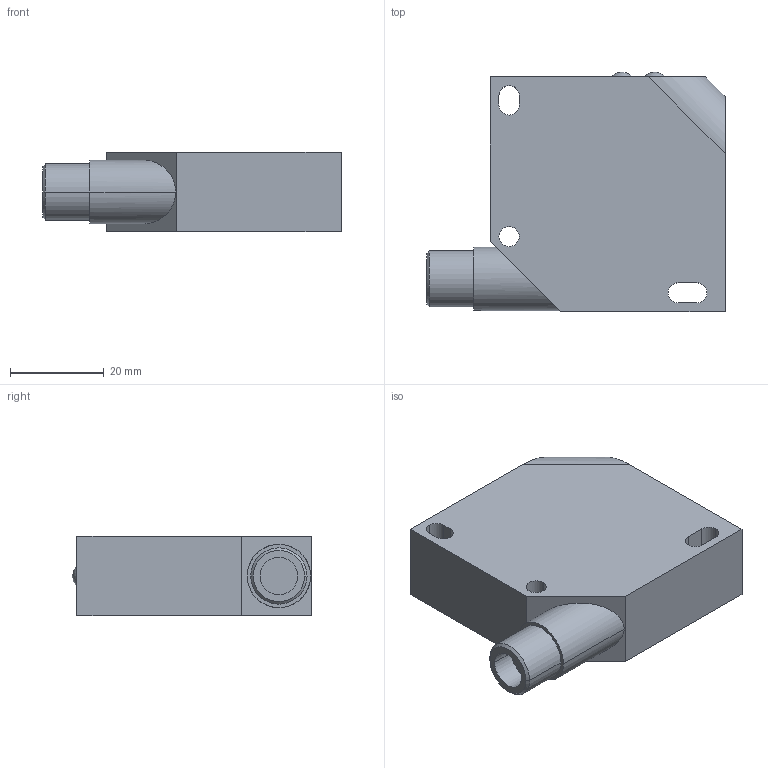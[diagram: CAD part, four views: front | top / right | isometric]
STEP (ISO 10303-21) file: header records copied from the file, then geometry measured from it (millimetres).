
FILE_DESCRIPTION(('STEP AP242'),'1');
FILE_NAME('sensor_xuypco925l1ansp_1.stp','2021-06-11T10:06:48',('TraceParts'),('TraceParts S.A.'),'Spatial InterOp 3D',' ',' ');
FILE_SCHEMA(('AP242_MANAGED_MODEL_BASED_3D_ENGINEERING_MIM_LF {1 0 10303 442 1 1 4}'));
Length unit declared in the file: millimetre
Products named in the file (1): sensor_xuypco925l1ansp_1
Bounding box: 63.5 x 51 x 17 mm (x, y, z)
Volume: 41367.3 mm3; surface area: 9561.3 mm2
Topology: 1 solids, 1 shells, 67 faces, 170 edges, 114 vertices
Faces by surface type: cylinder 41, plane 22, cone 2, sphere 2
Entity records: 2632 total; most frequent: DIRECTION 394, CARTESIAN_POINT 352, ORIENTED_EDGE 340, EDGE_CURVE 170, AXIS2_PLACEMENT_3D 156, VERTEX_POINT 114, CIRCLE 84, EDGE_LOOP 82
